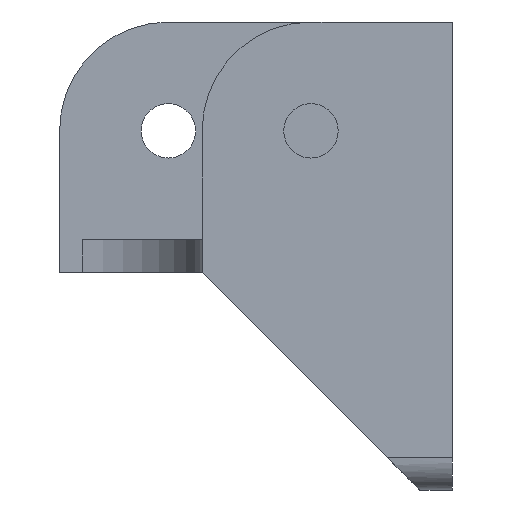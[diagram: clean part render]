
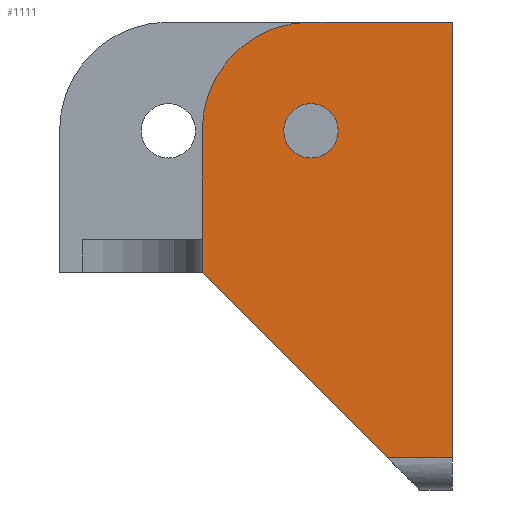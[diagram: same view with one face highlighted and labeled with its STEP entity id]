
A CAD part, front view. The second image highlights one B-rep face of the part: STEP entity #1111.
In plain terms, the highlighted planar face has unit normal (0, -1, 0).
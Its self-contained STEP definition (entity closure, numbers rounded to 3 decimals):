
#26=FACE_BOUND('',#156,.T.);
#53=PLANE('',#1212);
#92=FACE_OUTER_BOUND('',#155,.T.);
#155=EDGE_LOOP('',(#839,#840,#841,#842,#843,#844));
#156=EDGE_LOOP('',(#845,#846));
#245=LINE('',#1768,#333);
#252=LINE('',#1793,#340);
#260=LINE('',#1813,#348);
#261=LINE('',#1816,#349);
#265=LINE('',#1824,#353);
#333=VECTOR('',#1396,10.);
#340=VECTOR('',#1417,10.);
#348=VECTOR('',#1437,10.);
#349=VECTOR('',#1440,10.);
#353=VECTOR('',#1448,10.);
#408=CIRCLE('',#1213,10.);
#409=CIRCLE('',#1214,2.5);
#410=CIRCLE('',#1215,2.5);
#500=VERTEX_POINT('',#1765);
#501=VERTEX_POINT('',#1767);
#512=VERTEX_POINT('',#1791);
#517=VERTEX_POINT('',#1809);
#519=VERTEX_POINT('',#1815);
#521=VERTEX_POINT('',#1822);
#522=VERTEX_POINT('',#1825);
#523=VERTEX_POINT('',#1826);
#625=EDGE_CURVE('',#501,#500,#245,.T.);
#638=EDGE_CURVE('',#512,#500,#252,.T.);
#648=EDGE_CURVE('',#501,#517,#260,.T.);
#649=EDGE_CURVE('',#517,#519,#261,.T.);
#653=EDGE_CURVE('',#521,#512,#408,.T.);
#654=EDGE_CURVE('',#521,#519,#265,.T.);
#655=EDGE_CURVE('',#522,#523,#409,.T.);
#656=EDGE_CURVE('',#523,#522,#410,.T.);
#839=ORIENTED_EDGE('',*,*,#648,.F.);
#840=ORIENTED_EDGE('',*,*,#625,.T.);
#841=ORIENTED_EDGE('',*,*,#638,.F.);
#842=ORIENTED_EDGE('',*,*,#653,.F.);
#843=ORIENTED_EDGE('',*,*,#654,.T.);
#844=ORIENTED_EDGE('',*,*,#649,.F.);
#845=ORIENTED_EDGE('',*,*,#655,.T.);
#846=ORIENTED_EDGE('',*,*,#656,.T.);
#1111=ADVANCED_FACE('',(#92,#26),#53,.T.);
#1212=AXIS2_PLACEMENT_3D('',#1821,#1444,#1445);
#1213=AXIS2_PLACEMENT_3D('',#1823,#1446,#1447);
#1214=AXIS2_PLACEMENT_3D('',#1827,#1449,#1450);
#1215=AXIS2_PLACEMENT_3D('',#1828,#1451,#1452);
#1396=DIRECTION('',(0.,0.,1.));
#1417=DIRECTION('',(1.,0.,0.));
#1437=DIRECTION('',(-1.,0.,0.));
#1440=DIRECTION('',(-0.707,0.,0.707));
#1444=DIRECTION('center_axis',(0.,-1.,0.));
#1445=DIRECTION('ref_axis',(1.,0.,0.));
#1446=DIRECTION('center_axis',(0.,1.,0.));
#1447=DIRECTION('ref_axis',(-0.707,0.,0.707));
#1448=DIRECTION('',(0.,0.,-1.));
#1449=DIRECTION('center_axis',(0.,1.,0.));
#1450=DIRECTION('ref_axis',(1.,0.,0.));
#1451=DIRECTION('center_axis',(0.,1.,0.));
#1452=DIRECTION('ref_axis',(1.,0.,0.));
#1765=CARTESIAN_POINT('',(18.05,-19.35,11.5));
#1767=CARTESIAN_POINT('',(18.05,-19.35,-28.5));
#1768=CARTESIAN_POINT('',(18.05,-19.35,0.));
#1791=CARTESIAN_POINT('',(5.05,-19.35,11.5));
#1793=CARTESIAN_POINT('',(-18.05,-19.35,11.5));
#1809=CARTESIAN_POINT('',(12.05,-19.35,-28.5));
#1813=CARTESIAN_POINT('',(-0.75,-19.35,-28.5));
#1815=CARTESIAN_POINT('',(-4.95,-19.35,-11.5));
#1816=CARTESIAN_POINT('',(15.05,-19.35,-31.5));
#1821=CARTESIAN_POINT('Origin',(-18.05,-19.35,0.));
#1822=CARTESIAN_POINT('',(-4.95,-19.35,1.5));
#1823=CARTESIAN_POINT('Origin',(5.05,-19.35,1.5));
#1824=CARTESIAN_POINT('',(-4.95,-19.35,5.75));
#1825=CARTESIAN_POINT('',(7.55,-19.35,1.5));
#1826=CARTESIAN_POINT('',(2.55,-19.35,1.5));
#1827=CARTESIAN_POINT('Origin',(5.05,-19.35,1.5));
#1828=CARTESIAN_POINT('Origin',(5.05,-19.35,1.5));
